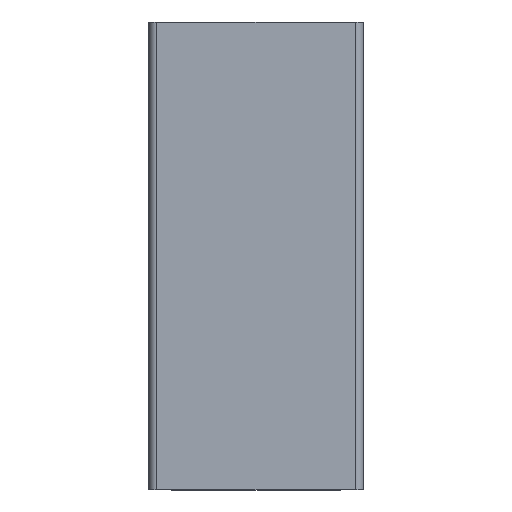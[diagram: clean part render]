
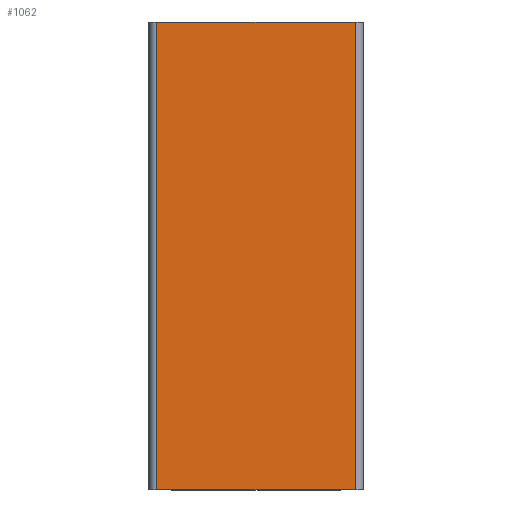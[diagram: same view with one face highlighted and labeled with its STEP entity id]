
A CAD part, top view. The second image highlights one B-rep face of the part: STEP entity #1062.
In plain terms, the highlighted planar face has unit normal (0, 0, 1).
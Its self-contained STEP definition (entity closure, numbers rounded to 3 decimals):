
#29 = CARTESIAN_POINT ( 'NONE',  ( -15.3, 72., 13.6 ) ) ;
#43 = PLANE ( 'NONE',  #175 ) ;
#93 = CARTESIAN_POINT ( 'NONE',  ( -15.3, 0., 13.6 ) ) ;
#116 = DIRECTION ( 'NONE',  ( 1., 0., 0. ) ) ;
#125 = FACE_OUTER_BOUND ( 'NONE', #143, .T. ) ;
#143 = EDGE_LOOP ( 'NONE', ( #903, #719, #731, #839 ) ) ;
#175 = AXIS2_PLACEMENT_3D ( 'NONE', #784, #179, #367 ) ;
#179 = DIRECTION ( 'NONE',  ( 0., 0., -1. ) ) ;
#185 = LINE ( 'NONE', #797, #1070 ) ;
#215 = DIRECTION ( 'NONE',  ( 0., -1., 0. ) ) ;
#312 = DIRECTION ( 'NONE',  ( 0., -1., 0. ) ) ;
#367 = DIRECTION ( 'NONE',  ( -1., 0., 0. ) ) ;
#369 = EDGE_CURVE ( 'NONE', #700, #493, #185, .T. ) ;
#395 = VECTOR ( 'NONE', #789, 1000. ) ;
#403 = CARTESIAN_POINT ( 'NONE',  ( -15.3, 72., 13.6 ) ) ;
#435 = LINE ( 'NONE', #707, #395 ) ;
#467 = VERTEX_POINT ( 'NONE', #487 ) ;
#468 = LINE ( 'NONE', #572, #1055 ) ;
#475 = VECTOR ( 'NONE', #215, 1000. ) ;
#480 = EDGE_CURVE ( 'NONE', #700, #1015, #1054, .T. ) ;
#487 = CARTESIAN_POINT ( 'NONE',  ( 15.3, 0., 13.6 ) ) ;
#493 = VERTEX_POINT ( 'NONE', #567 ) ;
#567 = CARTESIAN_POINT ( 'NONE',  ( 15.3, 72., 13.6 ) ) ;
#572 = CARTESIAN_POINT ( 'NONE',  ( 15.3, 72., 13.6 ) ) ;
#700 = VERTEX_POINT ( 'NONE', #29 ) ;
#707 = CARTESIAN_POINT ( 'NONE',  ( 0., 0., 13.6 ) ) ;
#719 = ORIENTED_EDGE ( 'NONE', *, *, #771, .F. ) ;
#731 = ORIENTED_EDGE ( 'NONE', *, *, #369, .F. ) ;
#771 = EDGE_CURVE ( 'NONE', #493, #467, #468, .T. ) ;
#784 = CARTESIAN_POINT ( 'NONE',  ( 0., 72., 13.6 ) ) ;
#789 = DIRECTION ( 'NONE',  ( 1., 0., 0. ) ) ;
#797 = CARTESIAN_POINT ( 'NONE',  ( 0., 72., 13.6 ) ) ;
#839 = ORIENTED_EDGE ( 'NONE', *, *, #480, .T. ) ;
#903 = ORIENTED_EDGE ( 'NONE', *, *, #1025, .T. ) ;
#1015 = VERTEX_POINT ( 'NONE', #93 ) ;
#1025 = EDGE_CURVE ( 'NONE', #1015, #467, #435, .T. ) ;
#1054 = LINE ( 'NONE', #403, #475 ) ;
#1055 = VECTOR ( 'NONE', #312, 1000. ) ;
#1062 = ADVANCED_FACE ( 'NONE', ( #125 ), #43, .F. ) ;
#1070 = VECTOR ( 'NONE', #116, 1000. ) ;
